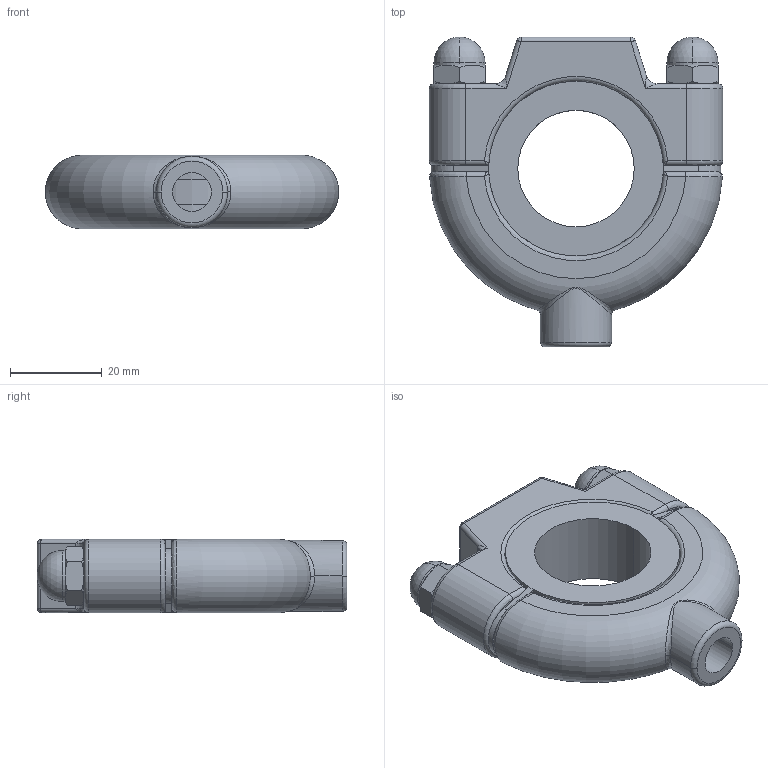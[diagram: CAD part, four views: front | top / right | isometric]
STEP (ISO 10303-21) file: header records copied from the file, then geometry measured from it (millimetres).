
FILE_DESCRIPTION((''),'2;1');
FILE_NAME('145239_SW','2010-04-26T',('banengservice'),('BANNER ENGINEERING'),'PRO/ENGINEER BY PARAMETRIC TECHNOLOGY CORPORATION, 2009141','PRO/ENGINEER BY PARAMETRIC TECHNOLOGY CORPORATION, 2009141','');
FILE_SCHEMA(('CONFIG_CONTROL_DESIGN'));
Length unit declared in the file: inch
Products named in the file (1): 145239_SW
Bounding box: 64.01 x 67.56 x 16 mm (x, y, z)
Volume: 39032.1 mm3; surface area: 13292.4 mm2
Topology: 1 solids, 1 shells, 208 faces, 490 edges, 274 vertices
Faces by surface type: cylinder 65, plane 58, bspline 24, cone 24, sphere 20, torus 17
Entity records: 8686 total; most frequent: CARTESIAN_POINT 4188, ORIENTED_EDGE 972, DIRECTION 878, EDGE_CURVE 486, AXIS2_PLACEMENT_3D 354, VERTEX_POINT 274, EDGE_LOOP 218, FACE_OUTER_BOUND 208
